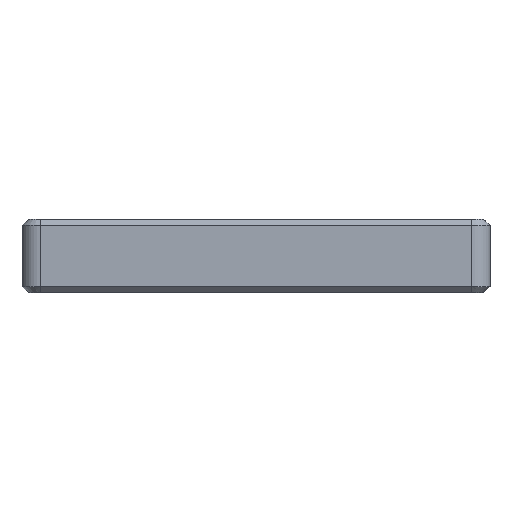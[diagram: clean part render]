
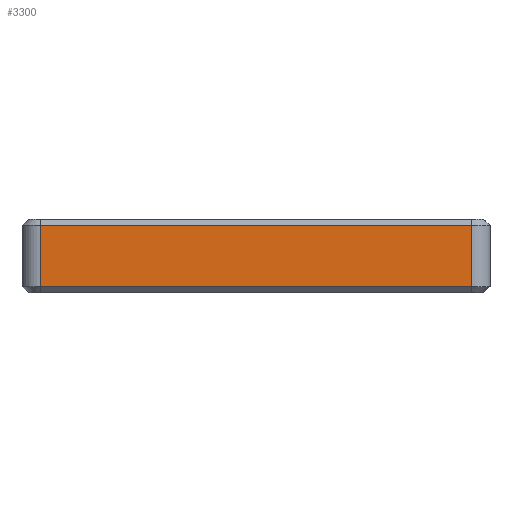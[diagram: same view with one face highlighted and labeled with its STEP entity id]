
A CAD part, left-side view. The second image highlights one B-rep face of the part: STEP entity #3300.
In plain terms, the highlighted planar face has unit normal (-1, 0, 0).
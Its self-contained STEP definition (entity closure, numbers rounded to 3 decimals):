
#337=FACE_OUTER_BOUND('',#522,.T.);
#522=EDGE_LOOP('',(#2262,#2263,#2264,#2265));
#734=LINE('',#4249,#1053);
#748=LINE('',#4286,#1067);
#749=LINE('',#4290,#1068);
#750=LINE('',#4291,#1069);
#1053=VECTOR('',#3677,10.);
#1067=VECTOR('',#3711,10.);
#1068=VECTOR('',#3716,10.);
#1069=VECTOR('',#3717,10.);
#1366=VERTEX_POINT('',#4239);
#1368=VERTEX_POINT('',#4245);
#1382=VERTEX_POINT('',#4285);
#1383=VERTEX_POINT('',#4289);
#1710=EDGE_CURVE('',#1366,#1368,#734,.T.);
#1728=EDGE_CURVE('',#1368,#1382,#748,.T.);
#1730=EDGE_CURVE('',#1383,#1366,#749,.T.);
#1731=EDGE_CURVE('',#1382,#1383,#750,.T.);
#2262=ORIENTED_EDGE('',*,*,#1710,.F.);
#2263=ORIENTED_EDGE('',*,*,#1730,.F.);
#2264=ORIENTED_EDGE('',*,*,#1731,.F.);
#2265=ORIENTED_EDGE('',*,*,#1728,.F.);
#3206=PLANE('',#3512);
#3300=ADVANCED_FACE('',(#337),#3206,.T.);
#3512=AXIS2_PLACEMENT_3D('',#4288,#3714,#3715);
#3677=DIRECTION('',(0.,-1.,0.));
#3711=DIRECTION('',(0.,0.,-1.));
#3714=DIRECTION('center_axis',(-1.,0.,0.));
#3715=DIRECTION('ref_axis',(0.,-1.,0.));
#3716=DIRECTION('',(0.,0.,1.));
#3717=DIRECTION('',(0.,1.,0.));
#4239=CARTESIAN_POINT('',(0.,-1.5,5.5));
#4245=CARTESIAN_POINT('',(0.,-36.5,5.5));
#4249=CARTESIAN_POINT('',(0.,-9.5,5.5));
#4285=CARTESIAN_POINT('',(0.,-36.5,0.5));
#4286=CARTESIAN_POINT('',(0.,-36.5,0.));
#4288=CARTESIAN_POINT('Origin',(0.,0.,0.));
#4289=CARTESIAN_POINT('',(0.,-1.5,0.5));
#4290=CARTESIAN_POINT('',(0.,-1.5,0.));
#4291=CARTESIAN_POINT('',(0.,-12.369,0.5));
